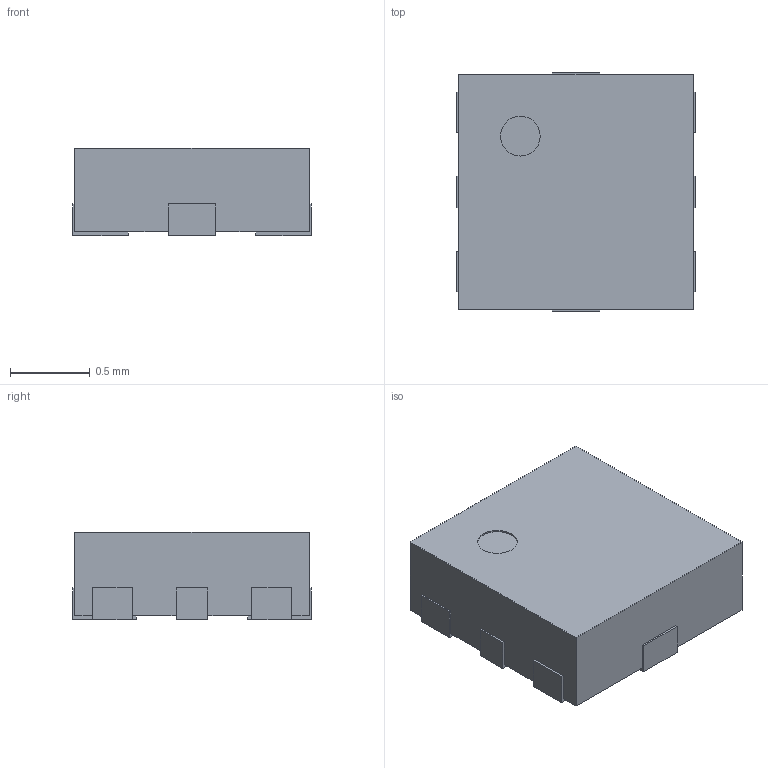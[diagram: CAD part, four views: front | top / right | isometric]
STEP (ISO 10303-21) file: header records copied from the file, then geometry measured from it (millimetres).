
FILE_DESCRIPTION(/* description */ ('model of Texas_UQFN-8_1.5x1.5mm_P0.5mm'),/* implementation_level */ '2;1');
FILE_NAME(/* name */ 'Texas_UQFN-8_1.5x1.5mm_P0.5mm.step',/* time_stamp */ '1970-01-01T00:00:00',/* author */ ('KiCAD','kicad'),/* organization */ ('OCCT'),/* preprocessor_version */ '',/* originating_system */ 'KiCAD',/* authorisation */ '');
FILE_SCHEMA(('AUTOMOTIVE_DESIGN { 1 0 10303 214 1 1 1 1 }'));
Length unit declared in the file: millimetre
Products named in the file (1): Texas_UQFN-8_1.5x1.5mm_P0.5mm
Bounding box: 1.5 x 1.5 x 0.55 mm (x, y, z)
Volume: 1.2 mm3; surface area: 7.8 mm2
Topology: 1 solids, 1 shells, 57 faces, 162 edges, 108 vertices
Faces by surface type: plane 56, cylinder 1
Full cylindrical faces by diameter (mm): 0.25 x1
Entity records: 1279 total; most frequent: ORIENTED_EDGE 264, CARTESIAN_POINT 184, EDGE_CURVE 162, LINE 152, VERTEX_POINT 108, AXIS2_PLACEMENT_3D 60, FACE_BOUND 58, EDGE_LOOP 58
